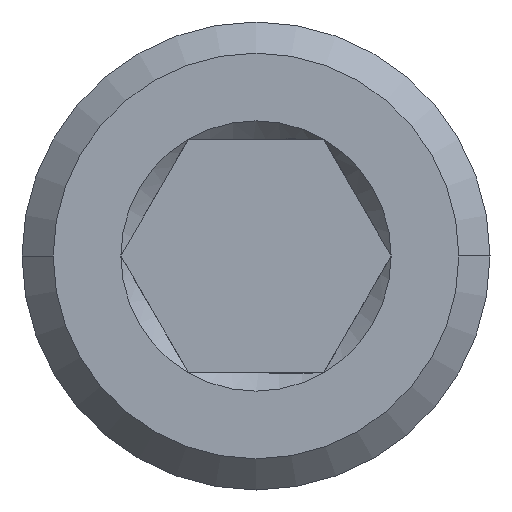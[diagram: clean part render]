
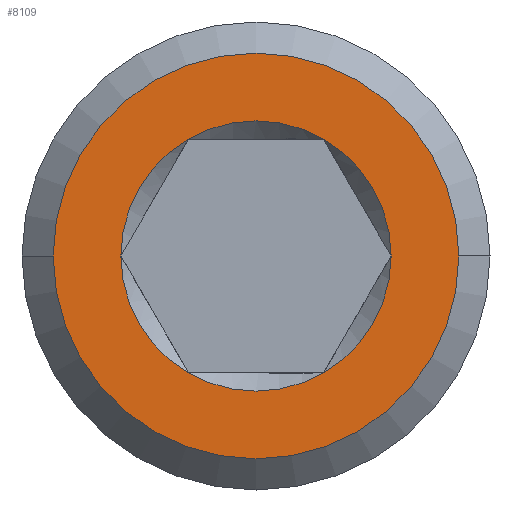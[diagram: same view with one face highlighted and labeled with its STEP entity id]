
A CAD part, left-side view. The second image highlights one B-rep face of the part: STEP entity #8109.
In plain terms, the highlighted planar face has unit normal (-1, 0, 0).
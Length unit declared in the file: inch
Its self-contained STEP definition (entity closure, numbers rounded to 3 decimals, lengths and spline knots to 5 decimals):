
#5 = CIRCLE ( 'NONE', #67, 0.1625 ) ;
#30 = AXIS2_PLACEMENT_3D ( 'NONE', #6227, #6224, #6223 ) ;
#60 = AXIS2_PLACEMENT_3D ( 'NONE', #6586, #6582, #6581 ) ;
#61 = AXIS2_PLACEMENT_3D ( 'NONE', #8074, #8073, #8072 ) ;
#65 = AXIS2_PLACEMENT_3D ( 'NONE', #8622, #8651, #8682 ) ;
#66 = AXIS2_PLACEMENT_3D ( 'NONE', #9303, #8599, #9417 ) ;
#67 = AXIS2_PLACEMENT_3D ( 'NONE', #9281, #8875, #8866 ) ;
#68 = AXIS2_PLACEMENT_3D ( 'NONE', #2914, #2913, #2912 ) ;
#70 = AXIS2_PLACEMENT_3D ( 'NONE', #3796, #3738, #3737 ) ;
#133 = EDGE_CURVE ( 'NONE', #9660, #9614, #6401, .T. ) ;
#162 = EDGE_CURVE ( 'NONE', #9659, #8628, #6384, .T. ) ;
#198 = EDGE_CURVE ( 'NONE', #9533, #8504, #419, .T. ) ;
#227 = EDGE_CURVE ( 'NONE', #8504, #9533, #5, .T. ) ;
#248 = EDGE_CURVE ( 'NONE', #9298, #9660, #3121, .T. ) ;
#270 = EDGE_CURVE ( 'NONE', #9614, #9659, #1351, .T. ) ;
#315 = AXIS2_PLACEMENT_3D ( 'NONE', #9140, #9091, #9088 ) ;
#352 = EDGE_CURVE ( 'NONE', #9277, #9298, #7131, .T. ) ;
#372 = EDGE_CURVE ( 'NONE', #8628, #9277, #7118, .T. ) ;
#419 = CIRCLE ( 'NONE', #68, 0.1625 ) ;
#673 = CARTESIAN_POINT ( 'NONE',  ( -1.25, -0.05413, -0.09375 ) ) ;
#674 = CARTESIAN_POINT ( 'NONE',  ( -1.25, -0.05413, 0.09375 ) ) ;
#683 = CARTESIAN_POINT ( 'NONE',  ( -1.25, -0.10825, 0. ) ) ;
#693 = CARTESIAN_POINT ( 'NONE',  ( -1.25, -0.1625, 0. ) ) ;
#720 = CARTESIAN_POINT ( 'NONE',  ( -1.25, 0.05413, -0.09375 ) ) ;
#723 = CARTESIAN_POINT ( 'NONE',  ( -1.25, 0.10825, 0. ) ) ;
#805 = CARTESIAN_POINT ( 'NONE',  ( -1.25, 0.05413, 0.09375 ) ) ;
#862 = CARTESIAN_POINT ( 'NONE',  ( -1.25, 0.1625, 0. ) ) ;
#1141 = EDGE_LOOP ( 'NONE', ( #7775, #7639 ) ) ;
#1165 = EDGE_LOOP ( 'NONE', ( #7876, #8031, #7835, #8028, #7778, #7950 ) ) ;
#1351 = CIRCLE ( 'NONE', #65, 0.10825 ) ;
#2912 = DIRECTION ( 'NONE',  ( 0., 1., 0. ) ) ;
#2913 = DIRECTION ( 'NONE',  ( 1., 0., 0. ) ) ;
#2914 = CARTESIAN_POINT ( 'NONE',  ( -1.25, 0., 0. ) ) ;
#3121 = CIRCLE ( 'NONE', #66, 0.10825 ) ;
#3737 = DIRECTION ( 'NONE',  ( 0., -1., 0. ) ) ;
#3738 = DIRECTION ( 'NONE',  ( -1., 0., 0. ) ) ;
#3796 = CARTESIAN_POINT ( 'NONE',  ( -1.25, 0., 0. ) ) ;
#6223 = DIRECTION ( 'NONE',  ( 0., -1., 0. ) ) ;
#6224 = DIRECTION ( 'NONE',  ( -1., 0., 0. ) ) ;
#6226 = PLANE ( 'NONE',  #30 ) ;
#6227 = CARTESIAN_POINT ( 'NONE',  ( -1.25, 0.1625, 0. ) ) ;
#6384 = CIRCLE ( 'NONE', #70, 0.10825 ) ;
#6401 = CIRCLE ( 'NONE', #315, 0.10825 ) ;
#6581 = DIRECTION ( 'NONE',  ( 0., -1., 0. ) ) ;
#6582 = DIRECTION ( 'NONE',  ( -1., 0., 0. ) ) ;
#6586 = CARTESIAN_POINT ( 'NONE',  ( -1.25, 0., 0. ) ) ;
#7048 = FACE_OUTER_BOUND ( 'NONE', #1141, .T. ) ;
#7057 = FACE_BOUND ( 'NONE', #1165, .T. ) ;
#7118 = CIRCLE ( 'NONE', #60, 0.10825 ) ;
#7131 = CIRCLE ( 'NONE', #61, 0.10825 ) ;
#7639 = ORIENTED_EDGE ( 'NONE', *, *, #198, .F. ) ;
#7775 = ORIENTED_EDGE ( 'NONE', *, *, #227, .F. ) ;
#7778 = ORIENTED_EDGE ( 'NONE', *, *, #372, .F. ) ;
#7835 = ORIENTED_EDGE ( 'NONE', *, *, #248, .F. ) ;
#7876 = ORIENTED_EDGE ( 'NONE', *, *, #270, .F. ) ;
#7950 = ORIENTED_EDGE ( 'NONE', *, *, #162, .F. ) ;
#8028 = ORIENTED_EDGE ( 'NONE', *, *, #352, .F. ) ;
#8031 = ORIENTED_EDGE ( 'NONE', *, *, #133, .F. ) ;
#8072 = DIRECTION ( 'NONE',  ( 0., -1., 0. ) ) ;
#8073 = DIRECTION ( 'NONE',  ( -1., 0., 0. ) ) ;
#8074 = CARTESIAN_POINT ( 'NONE',  ( -1.25, 0., 0. ) ) ;
#8109 = ADVANCED_FACE ( 'NONE', ( #7057, #7048 ), #6226, .T. ) ;
#8504 = VERTEX_POINT ( 'NONE', #862 ) ;
#8599 = DIRECTION ( 'NONE',  ( -1., 0., 0. ) ) ;
#8622 = CARTESIAN_POINT ( 'NONE',  ( -1.25, 0., 0. ) ) ;
#8628 = VERTEX_POINT ( 'NONE', #805 ) ;
#8651 = DIRECTION ( 'NONE',  ( -1., 0., 0. ) ) ;
#8682 = DIRECTION ( 'NONE',  ( 0., -1., 0. ) ) ;
#8866 = DIRECTION ( 'NONE',  ( 0., 1., 0. ) ) ;
#8875 = DIRECTION ( 'NONE',  ( 1., 0., 0. ) ) ;
#9088 = DIRECTION ( 'NONE',  ( 0., -1., 0. ) ) ;
#9091 = DIRECTION ( 'NONE',  ( -1., 0., 0. ) ) ;
#9140 = CARTESIAN_POINT ( 'NONE',  ( -1.25, 0., 0. ) ) ;
#9277 = VERTEX_POINT ( 'NONE', #723 ) ;
#9281 = CARTESIAN_POINT ( 'NONE',  ( -1.25, 0., 0. ) ) ;
#9298 = VERTEX_POINT ( 'NONE', #720 ) ;
#9303 = CARTESIAN_POINT ( 'NONE',  ( -1.25, 0., 0. ) ) ;
#9417 = DIRECTION ( 'NONE',  ( 0., -1., 0. ) ) ;
#9533 = VERTEX_POINT ( 'NONE', #693 ) ;
#9614 = VERTEX_POINT ( 'NONE', #683 ) ;
#9659 = VERTEX_POINT ( 'NONE', #674 ) ;
#9660 = VERTEX_POINT ( 'NONE', #673 ) ;
